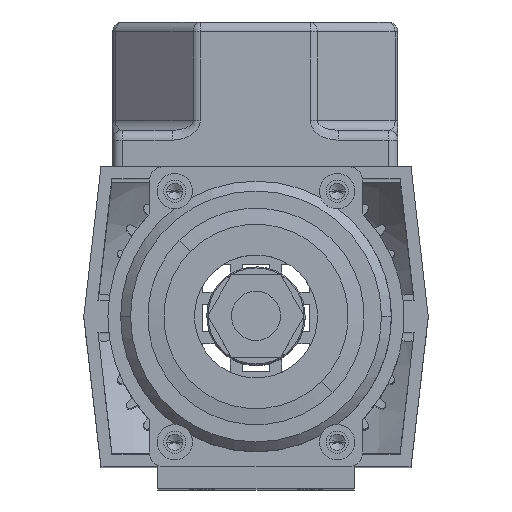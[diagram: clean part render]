
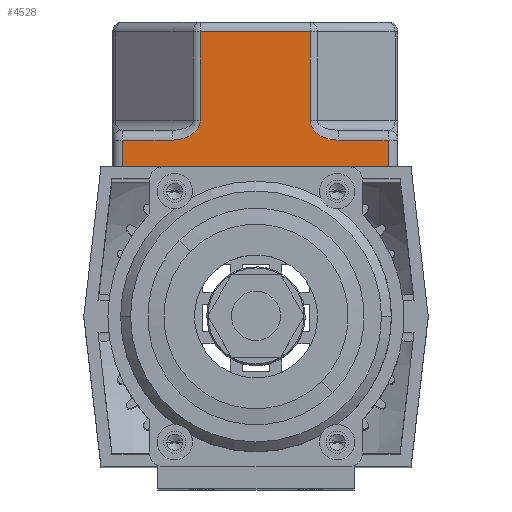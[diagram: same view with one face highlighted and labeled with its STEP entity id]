
A CAD part, top view. The second image highlights one B-rep face of the part: STEP entity #4528.
In plain terms, the highlighted face is planar.
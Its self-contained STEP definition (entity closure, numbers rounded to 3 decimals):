
#257 = VERTEX_POINT ( 'NONE', #18477 ) ;
#272 = EDGE_LOOP ( 'NONE', ( #4354, #1417, #8479, #17818, #15234, #15006, #7210, #3047, #16292, #12996 ) ) ;
#327 = LINE ( 'NONE', #10510, #3387 ) ;
#341 = CARTESIAN_POINT ( 'NONE',  ( -12.012, 29., 5.5 ) ) ;
#355 = VERTEX_POINT ( 'NONE', #8264 ) ;
#439 = LINE ( 'NONE', #14596, #19669 ) ;
#811 = VERTEX_POINT ( 'NONE', #15046 ) ;
#1171 = EDGE_CURVE ( 'NONE', #3494, #811, #16604, .T. ) ;
#1417 = ORIENTED_EDGE ( 'NONE', *, *, #17829, .T. ) ;
#1658 =( BOUNDED_CURVE ( )  B_SPLINE_CURVE ( 3, ( #9001, #10324, #16447, #11869 ),
 .UNSPECIFIED., .F., .F. ) 
 B_SPLINE_CURVE_WITH_KNOTS ( ( 4, 4 ),
 ( 0., 1.571 ),
 .UNSPECIFIED. ) 
 CURVE ( )  GEOMETRIC_REPRESENTATION_ITEM ( )  RATIONAL_B_SPLINE_CURVE ( ( 1., 0.805, 0.805, 1. ) ) 
 REPRESENTATION_ITEM ( '' )  );
#2320 = VERTEX_POINT ( 'NONE', #8263 ) ;
#2699 = VECTOR ( 'NONE', #19455, 1000. ) ;
#2869 = EDGE_CURVE ( 'NONE', #8695, #257, #3657, .T. ) ;
#2949 = PLANE ( 'NONE',  #12302 ) ;
#3047 = ORIENTED_EDGE ( 'NONE', *, *, #2869, .T. ) ;
#3387 = VECTOR ( 'NONE', #13531, 1000. ) ;
#3494 = VERTEX_POINT ( 'NONE', #15560 ) ;
#3657 = LINE ( 'NONE', #6300, #5790 ) ;
#3779 = VERTEX_POINT ( 'NONE', #8162 ) ;
#4354 = ORIENTED_EDGE ( 'NONE', *, *, #8398, .T. ) ;
#4528 = ADVANCED_FACE ( 'NONE', ( #7491 ), #2949, .F. ) ;
#5329 = LINE ( 'NONE', #14557, #8878 ) ;
#5410 = DIRECTION ( 'NONE',  ( 1., 0., 0. ) ) ;
#5790 = VECTOR ( 'NONE', #15457, 1000. ) ;
#6300 = CARTESIAN_POINT ( 'NONE',  ( -29., 29., 27.5 ) ) ;
#6392 = LINE ( 'NONE', #19075, #9708 ) ;
#6681 = LINE ( 'NONE', #341, #18767 ) ;
#7210 = ORIENTED_EDGE ( 'NONE', *, *, #12559, .T. ) ;
#7478 = EDGE_CURVE ( 'NONE', #3779, #15111, #6681, .T. ) ;
#7491 = FACE_OUTER_BOUND ( 'NONE', #272, .T. ) ;
#7905 = EDGE_CURVE ( 'NONE', #2320, #15111, #1658, .T. ) ;
#8162 = CARTESIAN_POINT ( 'NONE',  ( -27., 29., 5.5 ) ) ;
#8263 = CARTESIAN_POINT ( 'NONE',  ( -11.184, 29., 9.5 ) ) ;
#8264 = CARTESIAN_POINT ( 'NONE',  ( 27., 29., 0. ) ) ;
#8398 = EDGE_CURVE ( 'NONE', #3494, #10335, #6392, .T. ) ;
#8479 = ORIENTED_EDGE ( 'NONE', *, *, #10207, .T. ) ;
#8695 = VERTEX_POINT ( 'NONE', #17347 ) ;
#8878 = VECTOR ( 'NONE', #14759, 1000. ) ;
#9001 = CARTESIAN_POINT ( 'NONE',  ( -11.184, 29., 9.5 ) ) ;
#9605 = CARTESIAN_POINT ( 'NONE',  ( -16.841, 29., 5.5 ) ) ;
#9639 = VERTEX_POINT ( 'NONE', #16262 ) ;
#9708 = VECTOR ( 'NONE', #5410, 1000. ) ;
#9727 = DIRECTION ( 'NONE',  ( -1., 0., 0. ) ) ;
#10203 = LINE ( 'NONE', #16650, #12821 ) ;
#10207 = EDGE_CURVE ( 'NONE', #355, #9639, #439, .T. ) ;
#10324 = CARTESIAN_POINT ( 'NONE',  ( -11.184, 29., 7.157 ) ) ;
#10335 = VERTEX_POINT ( 'NONE', #11857 ) ;
#10510 = CARTESIAN_POINT ( 'NONE',  ( 11.184, 29., 7.5 ) ) ;
#10550 = DIRECTION ( 'NONE',  ( 0., -1., 0. ) ) ;
#10985 = LINE ( 'NONE', #19664, #2699 ) ;
#10998 = DIRECTION ( 'NONE',  ( 1., 0., 0. ) ) ;
#11489 = CARTESIAN_POINT ( 'NONE',  ( 13.527, 29., 5.5 ) ) ;
#11814 = DIRECTION ( 'NONE',  ( 0., 0., 1. ) ) ;
#11857 = CARTESIAN_POINT ( 'NONE',  ( 27., 29., 5.5 ) ) ;
#11869 = CARTESIAN_POINT ( 'NONE',  ( -16.841, 29., 5.5 ) ) ;
#11882 = DIRECTION ( 'NONE',  ( 0., 0., -1. ) ) ;
#12302 = AXIS2_PLACEMENT_3D ( 'NONE', #18125, #10550, #11882 ) ;
#12559 = EDGE_CURVE ( 'NONE', #2320, #8695, #5329, .T. ) ;
#12821 = VECTOR ( 'NONE', #11814, 1000. ) ;
#12966 = CARTESIAN_POINT ( 'NONE',  ( 11.184, 29., 7.157 ) ) ;
#12996 = ORIENTED_EDGE ( 'NONE', *, *, #1171, .F. ) ;
#13531 = DIRECTION ( 'NONE',  ( 0., 0., -1. ) ) ;
#14557 = CARTESIAN_POINT ( 'NONE',  ( -11.184, 29., 27.5 ) ) ;
#14596 = CARTESIAN_POINT ( 'NONE',  ( -29., 29., 0. ) ) ;
#14759 = DIRECTION ( 'NONE',  ( 0., 0., 1. ) ) ;
#15006 = ORIENTED_EDGE ( 'NONE', *, *, #7905, .F. ) ;
#15046 = CARTESIAN_POINT ( 'NONE',  ( 11.184, 29., 9.5 ) ) ;
#15111 = VERTEX_POINT ( 'NONE', #9605 ) ;
#15234 = ORIENTED_EDGE ( 'NONE', *, *, #7478, .T. ) ;
#15457 = DIRECTION ( 'NONE',  ( 1., 0., 0. ) ) ;
#15495 = EDGE_CURVE ( 'NONE', #9639, #3779, #10203, .T. ) ;
#15560 = CARTESIAN_POINT ( 'NONE',  ( 16.841, 29., 5.5 ) ) ;
#16084 = CARTESIAN_POINT ( 'NONE',  ( 16.841, 29., 5.5 ) ) ;
#16145 = CARTESIAN_POINT ( 'NONE',  ( 11.184, 29., 9.5 ) ) ;
#16262 = CARTESIAN_POINT ( 'NONE',  ( -27., 29., 0. ) ) ;
#16292 = ORIENTED_EDGE ( 'NONE', *, *, #17174, .T. ) ;
#16447 = CARTESIAN_POINT ( 'NONE',  ( -13.527, 29., 5.5 ) ) ;
#16604 =( BOUNDED_CURVE ( )  B_SPLINE_CURVE ( 3, ( #16084, #11489, #12966, #16145 ),
 .UNSPECIFIED., .F., .F. ) 
 B_SPLINE_CURVE_WITH_KNOTS ( ( 4, 4 ),
 ( 1.571, 3.142 ),
 .UNSPECIFIED. ) 
 CURVE ( )  GEOMETRIC_REPRESENTATION_ITEM ( )  RATIONAL_B_SPLINE_CURVE ( ( 1., 0.805, 0.805, 1. ) ) 
 REPRESENTATION_ITEM ( '' )  );
#16650 = CARTESIAN_POINT ( 'NONE',  ( -27., 29., 29.5 ) ) ;
#17174 = EDGE_CURVE ( 'NONE', #257, #811, #327, .T. ) ;
#17347 = CARTESIAN_POINT ( 'NONE',  ( -11.184, 29., 27.5 ) ) ;
#17818 = ORIENTED_EDGE ( 'NONE', *, *, #15495, .T. ) ;
#17829 = EDGE_CURVE ( 'NONE', #10335, #355, #10985, .T. ) ;
#18125 = CARTESIAN_POINT ( 'NONE',  ( -29., 29., 29.5 ) ) ;
#18477 = CARTESIAN_POINT ( 'NONE',  ( 11.184, 29., 27.5 ) ) ;
#18767 = VECTOR ( 'NONE', #10998, 1000. ) ;
#19075 = CARTESIAN_POINT ( 'NONE',  ( 29., 29., 5.5 ) ) ;
#19455 = DIRECTION ( 'NONE',  ( 0., 0., -1. ) ) ;
#19664 = CARTESIAN_POINT ( 'NONE',  ( 27., 29., 29.5 ) ) ;
#19669 = VECTOR ( 'NONE', #9727, 1000. ) ;
